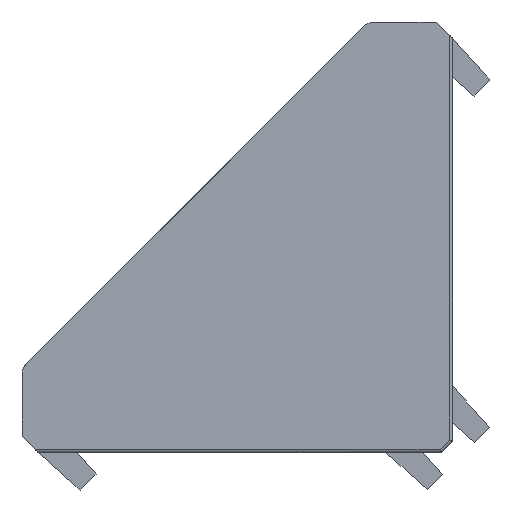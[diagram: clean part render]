
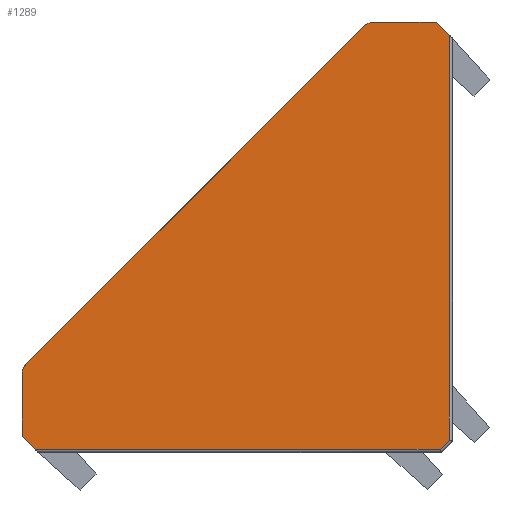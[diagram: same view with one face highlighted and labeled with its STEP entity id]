
A CAD part, left-side view. The second image highlights one B-rep face of the part: STEP entity #1289.
In plain terms, the highlighted planar face has unit normal (-1, -0.012, -0.012).
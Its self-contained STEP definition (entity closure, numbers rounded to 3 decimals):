
#21 = DIRECTION ( 'NONE',  ( 0.012, -1., 0. ) ) ;
#107 = VECTOR ( 'NONE', #655, 1000. ) ;
#138 = VECTOR ( 'NONE', #2131, 1000. ) ;
#153 = CARTESIAN_POINT ( 'NONE',  ( -13.995, 27.2, 4.913 ) ) ;
#184 = EDGE_CURVE ( 'NONE', #3007, #3464, #2015, .T. ) ;
#197 = EDGE_LOOP ( 'NONE', ( #2734, #3981, #5590, #1270, #3149, #4451, #3146, #3497, #3028, #2257 ) ) ;
#285 = DIRECTION ( 'NONE',  ( -0.017, 0.707, 0.707 ) ) ;
#319 = CARTESIAN_POINT ( 'NONE',  ( -14., 26.907, 5.62 ) ) ;
#329 = DIRECTION ( 'NONE',  ( 0.012, -1., 0. ) ) ;
#416 = LINE ( 'NONE', #2332, #1522 ) ;
#433 = CARTESIAN_POINT ( 'NONE',  ( -14., 5.62, 26.907 ) ) ;
#655 = DIRECTION ( 'NONE',  ( 0., -0.707, 0.707 ) ) ;
#734 = VECTOR ( 'NONE', #2875, 1000. ) ;
#736 = CARTESIAN_POINT ( 'NONE',  ( -13.611, 0.198, 0.787 ) ) ;
#1071 = CARTESIAN_POINT ( 'NONE',  ( -14., 27.097, 5.43 ) ) ;
#1136 = VECTOR ( 'NONE', #285, 1000. ) ;
#1192 = CARTESIAN_POINT ( 'NONE',  ( -13.995, 4.913, 27.2 ) ) ;
#1269 = CARTESIAN_POINT ( 'NONE',  ( -13.947, 1.037, 27.2 ) ) ;
#1270 = ORIENTED_EDGE ( 'NONE', *, *, #1453, .T. ) ;
#1289 = ADVANCED_FACE ( 'NONE', ( #2313 ), #2713, .T. ) ;
#1301 = VECTOR ( 'NONE', #2804, 1000. ) ;
#1355 = VERTEX_POINT ( 'NONE', #433 ) ;
#1453 = EDGE_CURVE ( 'NONE', #2832, #3007, #4381, .T. ) ;
#1504 = CARTESIAN_POINT ( 'NONE',  ( -13.926, 26.36, 0.198 ) ) ;
#1522 = VECTOR ( 'NONE', #2296, 1000. ) ;
#1569 = CARTESIAN_POINT ( 'NONE',  ( -13.947, 27.2, 1.037 ) ) ;
#1649 = CARTESIAN_POINT ( 'NONE',  ( -14., 5.43, 27.097 ) ) ;
#1760 = CARTESIAN_POINT ( 'NONE',  ( -13.995, 27.2, 4.913 ) ) ;
#1775 =( BOUNDED_CURVE ( )  B_SPLINE_CURVE ( 3, ( #5320, #3410, #1071, #2948 ),
 .UNSPECIFIED., .F., .T. ) 
 B_SPLINE_CURVE_WITH_KNOTS ( ( 4, 4 ),
 ( 5.498, 6.283 ),
 .UNSPECIFIED. ) 
 CURVE ( )  GEOMETRIC_REPRESENTATION_ITEM ( )  RATIONAL_B_SPLINE_CURVE ( ( 1., 0.949, 0.949, 1. ) ) 
 REPRESENTATION_ITEM ( '' )  );
#1948 = LINE ( 'NONE', #153, #4981 ) ;
#2015 = LINE ( 'NONE', #3404, #107 ) ;
#2131 = DIRECTION ( 'NONE',  ( -0.012, 1., 0. ) ) ;
#2257 = ORIENTED_EDGE ( 'NONE', *, *, #3820, .T. ) ;
#2296 = DIRECTION ( 'NONE',  ( 0., 0.707, -0.707 ) ) ;
#2313 = FACE_OUTER_BOUND ( 'NONE', #197, .T. ) ;
#2332 = CARTESIAN_POINT ( 'NONE',  ( -14., 5.62, 26.907 ) ) ;
#2565 = AXIS2_PLACEMENT_3D ( 'NONE', #5516, #5091, #329 ) ;
#2636 = EDGE_CURVE ( 'NONE', #3464, #5781, #3694, .T. ) ;
#2713 = PLANE ( 'NONE',  #2565 ) ;
#2734 = ORIENTED_EDGE ( 'NONE', *, *, #4764, .F. ) ;
#2804 = DIRECTION ( 'NONE',  ( -0.012, 0., 1. ) ) ;
#2832 = VERTEX_POINT ( 'NONE', #1504 ) ;
#2875 = DIRECTION ( 'NONE',  ( 0.017, -0.707, -0.707 ) ) ;
#2948 = CARTESIAN_POINT ( 'NONE',  ( -14., 26.907, 5.62 ) ) ;
#2949 = EDGE_CURVE ( 'NONE', #1355, #3004, #4322, .T. ) ;
#3004 = VERTEX_POINT ( 'NONE', #3257 ) ;
#3007 = VERTEX_POINT ( 'NONE', #5506 ) ;
#3028 = ORIENTED_EDGE ( 'NONE', *, *, #2949, .F. ) ;
#3146 = ORIENTED_EDGE ( 'NONE', *, *, #4421, .T. ) ;
#3149 = ORIENTED_EDGE ( 'NONE', *, *, #184, .T. ) ;
#3257 = CARTESIAN_POINT ( 'NONE',  ( -13.995, 4.913, 27.2 ) ) ;
#3404 = CARTESIAN_POINT ( 'NONE',  ( -13.611, 0.787, 0.198 ) ) ;
#3410 = CARTESIAN_POINT ( 'NONE',  ( -13.998, 27.2, 5.181 ) ) ;
#3464 = VERTEX_POINT ( 'NONE', #736 ) ;
#3497 = ORIENTED_EDGE ( 'NONE', *, *, #4078, .T. ) ;
#3533 = CARTESIAN_POINT ( 'NONE',  ( -13.998, 5.181, 27.2 ) ) ;
#3694 = LINE ( 'NONE', #5151, #1301 ) ;
#3820 = EDGE_CURVE ( 'NONE', #1355, #4408, #416, .T. ) ;
#3977 = LINE ( 'NONE', #5871, #138 ) ;
#3981 = ORIENTED_EDGE ( 'NONE', *, *, #5136, .T. ) ;
#4050 = LINE ( 'NONE', #4527, #1136 ) ;
#4078 = EDGE_CURVE ( 'NONE', #5227, #3004, #3977, .T. ) ;
#4215 = EDGE_CURVE ( 'NONE', #5081, #2832, #5801, .T. ) ;
#4256 = VECTOR ( 'NONE', #21, 1000. ) ;
#4259 = CARTESIAN_POINT ( 'NONE',  ( -13.933, 26.908, 0.198 ) ) ;
#4322 =( BOUNDED_CURVE ( )  B_SPLINE_CURVE ( 3, ( #5882, #1649, #3533, #1192 ),
 .UNSPECIFIED., .F., .T. ) 
 B_SPLINE_CURVE_WITH_KNOTS ( ( 4, 4 ),
 ( 0., 0.785 ),
 .UNSPECIFIED. ) 
 CURVE ( )  GEOMETRIC_REPRESENTATION_ITEM ( )  RATIONAL_B_SPLINE_CURVE ( ( 1., 0.949, 0.949, 1. ) ) 
 REPRESENTATION_ITEM ( '' )  );
#4381 = LINE ( 'NONE', #4259, #4256 ) ;
#4408 = VERTEX_POINT ( 'NONE', #319 ) ;
#4421 = EDGE_CURVE ( 'NONE', #5781, #5227, #4050, .T. ) ;
#4451 = ORIENTED_EDGE ( 'NONE', *, *, #2636, .T. ) ;
#4527 = CARTESIAN_POINT ( 'NONE',  ( -13.926, 0.198, 26.36 ) ) ;
#4764 = EDGE_CURVE ( 'NONE', #5836, #4408, #1775, .T. ) ;
#4981 = VECTOR ( 'NONE', #5837, 1000. ) ;
#5081 = VERTEX_POINT ( 'NONE', #5752 ) ;
#5091 = DIRECTION ( 'NONE',  ( -1., -0.012, -0.012 ) ) ;
#5136 = EDGE_CURVE ( 'NONE', #5836, #5081, #1948, .T. ) ;
#5151 = CARTESIAN_POINT ( 'NONE',  ( -13.611, 0.198, 0.787 ) ) ;
#5227 = VERTEX_POINT ( 'NONE', #1269 ) ;
#5320 = CARTESIAN_POINT ( 'NONE',  ( -13.995, 27.2, 4.913 ) ) ;
#5501 = CARTESIAN_POINT ( 'NONE',  ( -13.926, 0.198, 26.36 ) ) ;
#5506 = CARTESIAN_POINT ( 'NONE',  ( -13.611, 0.787, 0.198 ) ) ;
#5516 = CARTESIAN_POINT ( 'NONE',  ( -14., 26.907, 5.62 ) ) ;
#5590 = ORIENTED_EDGE ( 'NONE', *, *, #4215, .T. ) ;
#5752 = CARTESIAN_POINT ( 'NONE',  ( -13.947, 27.2, 1.037 ) ) ;
#5781 = VERTEX_POINT ( 'NONE', #5501 ) ;
#5801 = LINE ( 'NONE', #1569, #734 ) ;
#5836 = VERTEX_POINT ( 'NONE', #1760 ) ;
#5837 = DIRECTION ( 'NONE',  ( 0.012, 0., -1. ) ) ;
#5871 = CARTESIAN_POINT ( 'NONE',  ( -14.266, 26.904, 27.2 ) ) ;
#5882 = CARTESIAN_POINT ( 'NONE',  ( -14., 5.62, 26.907 ) ) ;
